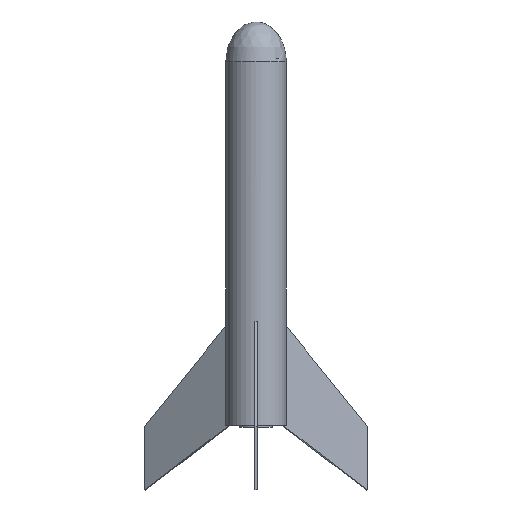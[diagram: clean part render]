
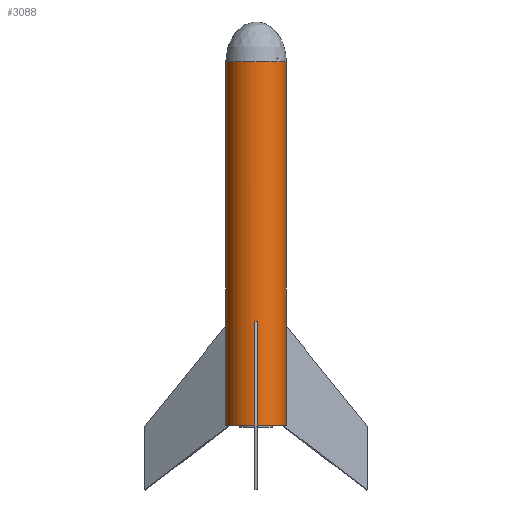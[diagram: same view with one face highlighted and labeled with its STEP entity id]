
A CAD part, top view. The second image highlights one B-rep face of the part: STEP entity #3088.
In plain terms, the highlighted cylindrical face has radius 38.1 mm (diameter 76.2 mm), a full revolution.
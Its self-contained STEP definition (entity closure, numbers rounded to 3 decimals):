
#127=FACE_BOUND('',#436,.T.);
#128=FACE_BOUND('',#437,.T.);
#129=FACE_BOUND('',#438,.T.);
#251=FACE_OUTER_BOUND('',#435,.T.);
#435=EDGE_LOOP('',(#2233,#2234,#2235,#2236));
#436=EDGE_LOOP('',(#2237,#2238,#2239,#2240));
#437=EDGE_LOOP('',(#2241,#2242,#2243,#2244));
#438=EDGE_LOOP('',(#2245,#2246,#2247,#2248));
#600=CIRCLE('',#3337,38.1);
#602=CIRCLE('',#3341,38.1);
#604=CIRCLE('',#3345,38.1);
#606=CIRCLE('',#3349,38.1);
#608=CIRCLE('',#3353,38.1);
#610=CIRCLE('',#3357,38.1);
#613=CIRCLE('',#3362,38.1);
#614=CIRCLE('',#3363,38.1);
#892=LINE('',#7844,#1082);
#896=LINE('',#7856,#1086);
#900=LINE('',#7868,#1090);
#904=LINE('',#7880,#1094);
#908=LINE('',#7892,#1098);
#912=LINE('',#7904,#1102);
#915=LINE('',#7919,#1105);
#1082=VECTOR('',#3770,10.);
#1086=VECTOR('',#3782,10.);
#1090=VECTOR('',#3794,10.);
#1094=VECTOR('',#3806,10.);
#1098=VECTOR('',#3818,10.);
#1102=VECTOR('',#3830,10.);
#1105=VECTOR('',#3849,38.1);
#1300=VERTEX_POINT('',#7841);
#1301=VERTEX_POINT('',#7843);
#1303=VERTEX_POINT('',#7849);
#1305=VERTEX_POINT('',#7855);
#1308=VERTEX_POINT('',#7865);
#1309=VERTEX_POINT('',#7867);
#1311=VERTEX_POINT('',#7873);
#1313=VERTEX_POINT('',#7879);
#1316=VERTEX_POINT('',#7889);
#1317=VERTEX_POINT('',#7891);
#1319=VERTEX_POINT('',#7897);
#1321=VERTEX_POINT('',#7903);
#1324=VERTEX_POINT('',#7916);
#1325=VERTEX_POINT('',#7918);
#1629=EDGE_CURVE('',#1301,#1300,#892,.T.);
#1632=EDGE_CURVE('',#1303,#1301,#600,.T.);
#1635=EDGE_CURVE('',#1305,#1303,#896,.T.);
#1638=EDGE_CURVE('',#1300,#1305,#602,.T.);
#1641=EDGE_CURVE('',#1309,#1308,#900,.T.);
#1644=EDGE_CURVE('',#1311,#1309,#604,.T.);
#1647=EDGE_CURVE('',#1313,#1311,#904,.T.);
#1650=EDGE_CURVE('',#1308,#1313,#606,.T.);
#1653=EDGE_CURVE('',#1317,#1316,#908,.T.);
#1656=EDGE_CURVE('',#1319,#1317,#608,.T.);
#1659=EDGE_CURVE('',#1321,#1319,#912,.T.);
#1662=EDGE_CURVE('',#1316,#1321,#610,.T.);
#1666=EDGE_CURVE('',#1324,#1324,#613,.T.);
#1667=EDGE_CURVE('',#1324,#1325,#915,.T.);
#1668=EDGE_CURVE('',#1325,#1325,#614,.T.);
#2233=ORIENTED_EDGE('',*,*,#1666,.F.);
#2234=ORIENTED_EDGE('',*,*,#1667,.T.);
#2235=ORIENTED_EDGE('',*,*,#1668,.T.);
#2236=ORIENTED_EDGE('',*,*,#1667,.F.);
#2237=ORIENTED_EDGE('',*,*,#1635,.T.);
#2238=ORIENTED_EDGE('',*,*,#1632,.T.);
#2239=ORIENTED_EDGE('',*,*,#1629,.T.);
#2240=ORIENTED_EDGE('',*,*,#1638,.T.);
#2241=ORIENTED_EDGE('',*,*,#1647,.T.);
#2242=ORIENTED_EDGE('',*,*,#1644,.T.);
#2243=ORIENTED_EDGE('',*,*,#1641,.T.);
#2244=ORIENTED_EDGE('',*,*,#1650,.T.);
#2245=ORIENTED_EDGE('',*,*,#1659,.T.);
#2246=ORIENTED_EDGE('',*,*,#1656,.T.);
#2247=ORIENTED_EDGE('',*,*,#1653,.T.);
#2248=ORIENTED_EDGE('',*,*,#1662,.T.);
#3000=CYLINDRICAL_SURFACE('',#3361,38.1);
#3088=ADVANCED_FACE('',(#251,#127,#128,#129),#3000,.T.);
#3337=AXIS2_PLACEMENT_3D('',#7850,#3776,#3777);
#3341=AXIS2_PLACEMENT_3D('',#7860,#3788,#3789);
#3345=AXIS2_PLACEMENT_3D('',#7874,#3800,#3801);
#3349=AXIS2_PLACEMENT_3D('',#7884,#3812,#3813);
#3353=AXIS2_PLACEMENT_3D('',#7898,#3824,#3825);
#3357=AXIS2_PLACEMENT_3D('',#7908,#3836,#3837);
#3361=AXIS2_PLACEMENT_3D('',#7915,#3845,#3846);
#3362=AXIS2_PLACEMENT_3D('',#7917,#3847,#3848);
#3363=AXIS2_PLACEMENT_3D('',#7920,#3850,#3851);
#3770=DIRECTION('',(0.,1.,0.));
#3776=DIRECTION('center_axis',(0.,-1.,0.));
#3777=DIRECTION('ref_axis',(1.,0.,0.));
#3782=DIRECTION('',(0.,-1.,0.));
#3788=DIRECTION('center_axis',(0.,1.,0.));
#3789=DIRECTION('ref_axis',(1.,0.,0.));
#3794=DIRECTION('',(0.,1.,0.));
#3800=DIRECTION('center_axis',(0.,-1.,0.));
#3801=DIRECTION('ref_axis',(1.,0.,0.));
#3806=DIRECTION('',(0.,-1.,0.));
#3812=DIRECTION('center_axis',(0.,1.,0.));
#3813=DIRECTION('ref_axis',(1.,0.,0.));
#3818=DIRECTION('',(0.,1.,0.));
#3824=DIRECTION('center_axis',(0.,-1.,0.));
#3825=DIRECTION('ref_axis',(1.,0.,0.));
#3830=DIRECTION('',(0.,-1.,0.));
#3836=DIRECTION('center_axis',(0.,1.,0.));
#3837=DIRECTION('ref_axis',(1.,0.,0.));
#3845=DIRECTION('center_axis',(0.,1.,0.));
#3846=DIRECTION('ref_axis',(1.,0.,0.));
#3847=DIRECTION('center_axis',(0.,1.,0.));
#3848=DIRECTION('ref_axis',(1.,0.,0.));
#3849=DIRECTION('',(0.,-1.,0.));
#3850=DIRECTION('center_axis',(0.,1.,0.));
#3851=DIRECTION('ref_axis',(1.,0.,0.));
#7841=CARTESIAN_POINT('',(-32.173,88.9,-20.408));
#7843=CARTESIAN_POINT('',(-32.173,12.7,-20.408));
#7844=CARTESIAN_POINT('',(-32.173,0.,-20.408));
#7849=CARTESIAN_POINT('',(-33.761,12.7,-17.659));
#7850=CARTESIAN_POINT('Origin',(0.,12.7,0.));
#7855=CARTESIAN_POINT('',(-33.761,88.9,-17.659));
#7856=CARTESIAN_POINT('',(-33.761,0.,-17.659));
#7860=CARTESIAN_POINT('Origin',(0.,88.9,0.));
#7865=CARTESIAN_POINT('',(33.761,88.9,-17.659));
#7867=CARTESIAN_POINT('',(33.761,12.7,-17.659));
#7868=CARTESIAN_POINT('',(33.761,0.,-17.659));
#7873=CARTESIAN_POINT('',(32.173,12.7,-20.408));
#7874=CARTESIAN_POINT('Origin',(0.,12.7,0.));
#7879=CARTESIAN_POINT('',(32.173,88.9,-20.408));
#7880=CARTESIAN_POINT('',(32.173,0.,-20.408));
#7884=CARTESIAN_POINT('Origin',(0.,88.9,0.));
#7889=CARTESIAN_POINT('',(-1.588,88.9,38.067));
#7891=CARTESIAN_POINT('',(-1.588,12.7,38.067));
#7892=CARTESIAN_POINT('',(-1.588,0.,38.067));
#7897=CARTESIAN_POINT('',(1.588,12.7,38.067));
#7898=CARTESIAN_POINT('Origin',(0.,12.7,0.));
#7903=CARTESIAN_POINT('',(1.588,88.9,38.067));
#7904=CARTESIAN_POINT('',(1.588,0.,38.067));
#7908=CARTESIAN_POINT('Origin',(0.,88.9,0.));
#7915=CARTESIAN_POINT('Origin',(0.,0.,0.));
#7916=CARTESIAN_POINT('',(-38.1,457.2,0.));
#7917=CARTESIAN_POINT('Origin',(0.,457.2,0.));
#7918=CARTESIAN_POINT('',(-38.1,0.,0.));
#7919=CARTESIAN_POINT('',(-38.1,0.,0.));
#7920=CARTESIAN_POINT('Origin',(0.,0.,0.));
